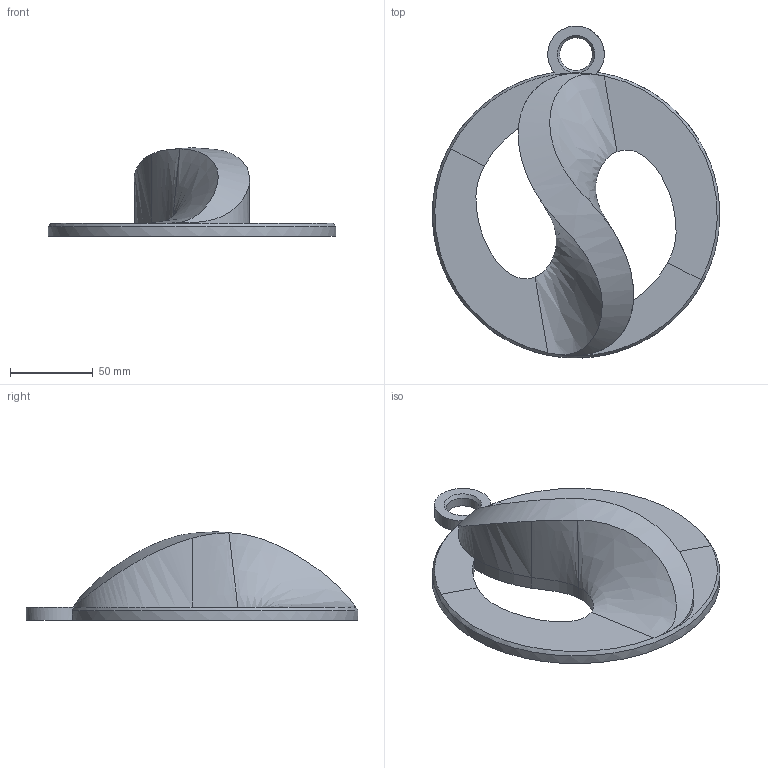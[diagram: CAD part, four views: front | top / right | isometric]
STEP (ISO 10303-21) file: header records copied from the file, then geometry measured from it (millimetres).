
FILE_DESCRIPTION(('FreeCAD Model'),'2;1');
FILE_NAME('Open CASCADE Shape Model','2025-04-27T22:02:01',('FreeCAD'),( 'FreeCAD'),'Open CASCADE STEP processor 7.6','FreeCAD','Unknown');
FILE_SCHEMA(('AUTOMOTIVE_DESIGN { 1 0 10303 214 1 1 1 1 }'));
Length unit declared in the file: millimetre
Products named in the file (1): Open CASCADE STEP translator 7.6 1
Bounding box: 173.71 x 200.7 x 53.53 mm (x, y, z)
Volume: 313936.9 mm3; surface area: 55111 mm2
Topology: 1 solids, 1 shells, 29 faces, 80 edges, 46 vertices
Faces by surface type: bspline 29
Entity records: 2347 total; most frequent: CARTESIAN_POINT 1905, ORIENTED_EDGE 142, EDGE_CURVE 71, B_SPLINE_CURVE_WITH_KNOTS 50, VERTEX_POINT 43, FACE_BOUND 35, EDGE_LOOP 35, ADVANCED_FACE 29
